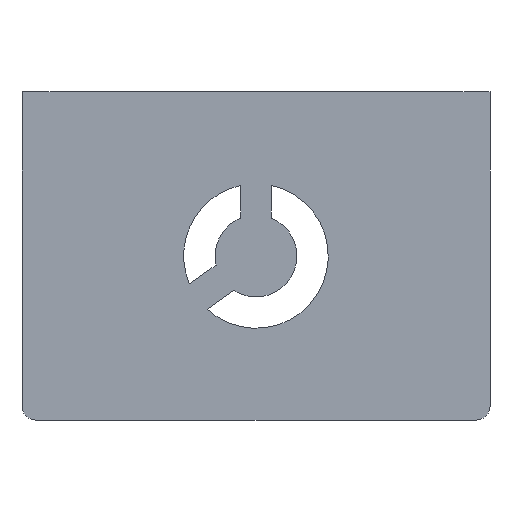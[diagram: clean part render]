
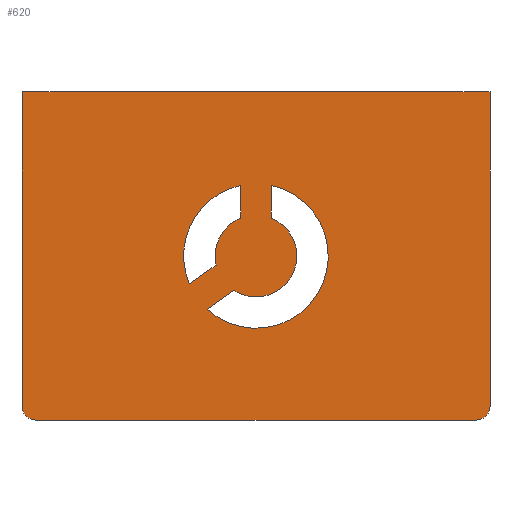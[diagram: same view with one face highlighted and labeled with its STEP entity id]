
A CAD part, front view. The second image highlights one B-rep face of the part: STEP entity #620.
In plain terms, the highlighted planar face has unit normal (0, -1, 0).
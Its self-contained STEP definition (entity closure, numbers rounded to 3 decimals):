
#171=DIRECTION('',(-0.819,0.,-0.574));
#172=VECTOR('',#171,2.);
#173=CARTESIAN_POINT('',(-1.351,-1.5,-5.028));
#174=LINE('',#173,#172);
#175=CARTESIAN_POINT('',(0.,-1.5,-2.925));
#176=DIRECTION('',(0.,-1.,0.));
#177=DIRECTION('',(-0.677,0.,-0.736));
#178=AXIS2_PLACEMENT_3D('',#175,#176,#177);
#180=DIRECTION('',(0.,0.,-1.));
#181=VECTOR('',#180,2.);
#182=CARTESIAN_POINT('',(0.947,-1.5,1.389));
#183=LINE('',#182,#181);
#184=CARTESIAN_POINT('',(0.,-1.5,-2.925));
#185=DIRECTION('',(0.,-1.,0.));
#186=DIRECTION('',(-0.541,0.,-0.841));
#187=AXIS2_PLACEMENT_3D('',#184,#185,#186);
#189=CARTESIAN_POINT('',(0.,-1.5,-2.925));
#190=DIRECTION('',(0.,-1.,0.));
#191=DIRECTION('',(-0.379,0.,0.926));
#192=AXIS2_PLACEMENT_3D('',#189,#190,#191);
#194=DIRECTION('',(0.,0.,1.));
#195=VECTOR('',#194,2.);
#196=CARTESIAN_POINT('',(-0.947,-1.5,-0.611));
#197=LINE('',#196,#195);
#198=CARTESIAN_POINT('',(0.,-1.5,-2.925));
#199=DIRECTION('',(0.,-1.,0.));
#200=DIRECTION('',(-0.214,0.,0.977));
#201=AXIS2_PLACEMENT_3D('',#198,#199,#200);
#203=DIRECTION('',(0.819,0.,0.574));
#204=VECTOR('',#203,2.);
#205=CARTESIAN_POINT('',(-4.076,-1.5,-4.626));
#206=LINE('',#205,#204);
#207=CARTESIAN_POINT('',(13.45,-1.5,-12.1));
#208=DIRECTION('',(0.,-1.,0.));
#209=DIRECTION('',(0.,0.,-1.));
#210=AXIS2_PLACEMENT_3D('',#207,#208,#209);
#212=DIRECTION('',(-1.,0.,0.));
#213=VECTOR('',#212,26.9);
#214=CARTESIAN_POINT('',(13.45,-1.5,-12.95));
#215=LINE('',#214,#213);
#216=CARTESIAN_POINT('',(-13.45,-1.5,-12.1));
#217=DIRECTION('',(0.,-1.,0.));
#218=DIRECTION('',(-1.,0.,0.));
#219=AXIS2_PLACEMENT_3D('',#216,#217,#218);
#221=DIRECTION('',(0.,0.,1.));
#222=VECTOR('',#221,19.2);
#223=CARTESIAN_POINT('',(-14.3,-1.5,-12.1));
#224=LINE('',#223,#222);
#225=DIRECTION('',(1.,0.,0.));
#226=VECTOR('',#225,28.6);
#227=CARTESIAN_POINT('',(-14.3,-1.5,7.1));
#228=LINE('',#227,#226);
#229=DIRECTION('',(0.,0.,-1.));
#230=VECTOR('',#229,19.2);
#231=CARTESIAN_POINT('',(14.3,-1.5,7.1));
#232=LINE('',#231,#230);
#277=CARTESIAN_POINT('',(-14.3,-1.5,7.1));
#278=CARTESIAN_POINT('',(14.3,-1.5,7.1));
#279=VERTEX_POINT('',#277);
#280=VERTEX_POINT('',#278);
#333=CARTESIAN_POINT('',(-1.351,-1.5,-5.028));
#334=CARTESIAN_POINT('',(-2.989,-1.5,-6.176));
#335=VERTEX_POINT('',#333);
#336=VERTEX_POINT('',#334);
#337=CARTESIAN_POINT('',(0.947,-1.5,1.389));
#338=VERTEX_POINT('',#337);
#339=CARTESIAN_POINT('',(0.947,-1.5,-0.611));
#340=VERTEX_POINT('',#339);
#341=CARTESIAN_POINT('',(-0.947,-1.5,-0.611));
#342=CARTESIAN_POINT('',(-2.438,-1.5,-3.478));
#343=VERTEX_POINT('',#341);
#344=VERTEX_POINT('',#342);
#345=CARTESIAN_POINT('',(-0.947,-1.5,1.389));
#346=VERTEX_POINT('',#345);
#347=CARTESIAN_POINT('',(-4.076,-1.5,-4.626));
#348=VERTEX_POINT('',#347);
#349=CARTESIAN_POINT('',(13.45,-1.5,-12.95));
#350=CARTESIAN_POINT('',(14.3,-1.5,-12.1));
#351=VERTEX_POINT('',#349);
#352=VERTEX_POINT('',#350);
#357=CARTESIAN_POINT('',(-14.3,-1.5,-12.1));
#358=CARTESIAN_POINT('',(-13.45,-1.5,-12.95));
#359=VERTEX_POINT('',#357);
#360=VERTEX_POINT('',#358);
#584=CARTESIAN_POINT('',(0.,-1.5,0.));
#585=DIRECTION('',(0.,1.,0.));
#586=DIRECTION('',(1.,0.,0.));
#587=AXIS2_PLACEMENT_3D('',#584,#585,#586);
#588=PLANE('',#587);
#589=ORIENTED_EDGE('',*,*,#575,.F.);
#591=ORIENTED_EDGE('',*,*,#590,.T.);
#593=ORIENTED_EDGE('',*,*,#592,.F.);
#595=ORIENTED_EDGE('',*,*,#594,.T.);
#596=ORIENTED_EDGE('',*,*,#459,.T.);
#597=ORIENTED_EDGE('',*,*,#563,.T.);
#598=EDGE_LOOP('',(#589,#591,#593,#595,#596,#597));
#599=FACE_OUTER_BOUND('',#598,.F.);
#601=ORIENTED_EDGE('',*,*,#600,.F.);
#603=ORIENTED_EDGE('',*,*,#602,.T.);
#605=ORIENTED_EDGE('',*,*,#604,.T.);
#607=ORIENTED_EDGE('',*,*,#606,.T.);
#608=EDGE_LOOP('',(#601,#603,#605,#607));
#609=FACE_BOUND('',#608,.F.);
#611=ORIENTED_EDGE('',*,*,#610,.T.);
#613=ORIENTED_EDGE('',*,*,#612,.T.);
#615=ORIENTED_EDGE('',*,*,#614,.T.);
#617=ORIENTED_EDGE('',*,*,#616,.F.);
#618=EDGE_LOOP('',(#611,#613,#615,#617));
#619=FACE_BOUND('',#618,.F.);
#620=ADVANCED_FACE('',(#599,#609,#619),#588,.F.);
#179=CIRCLE('',#178,4.416);
#188=CIRCLE('',#187,2.5);
#193=CIRCLE('',#192,2.5);
#202=CIRCLE('',#201,4.416);
#211=CIRCLE('',#210,0.85);
#220=CIRCLE('',#219,0.85);
#459=EDGE_CURVE('',#279,#280,#228,.T.);
#563=EDGE_CURVE('',#280,#352,#232,.T.);
#575=EDGE_CURVE('',#351,#352,#211,.T.);
#590=EDGE_CURVE('',#351,#360,#215,.T.);
#592=EDGE_CURVE('',#359,#360,#220,.T.);
#594=EDGE_CURVE('',#359,#279,#224,.T.);
#600=EDGE_CURVE('',#343,#344,#193,.T.);
#602=EDGE_CURVE('',#343,#346,#197,.T.);
#604=EDGE_CURVE('',#346,#348,#202,.T.);
#606=EDGE_CURVE('',#348,#344,#206,.T.);
#610=EDGE_CURVE('',#335,#336,#174,.T.);
#612=EDGE_CURVE('',#336,#338,#179,.T.);
#614=EDGE_CURVE('',#338,#340,#183,.T.);
#616=EDGE_CURVE('',#335,#340,#188,.T.);
